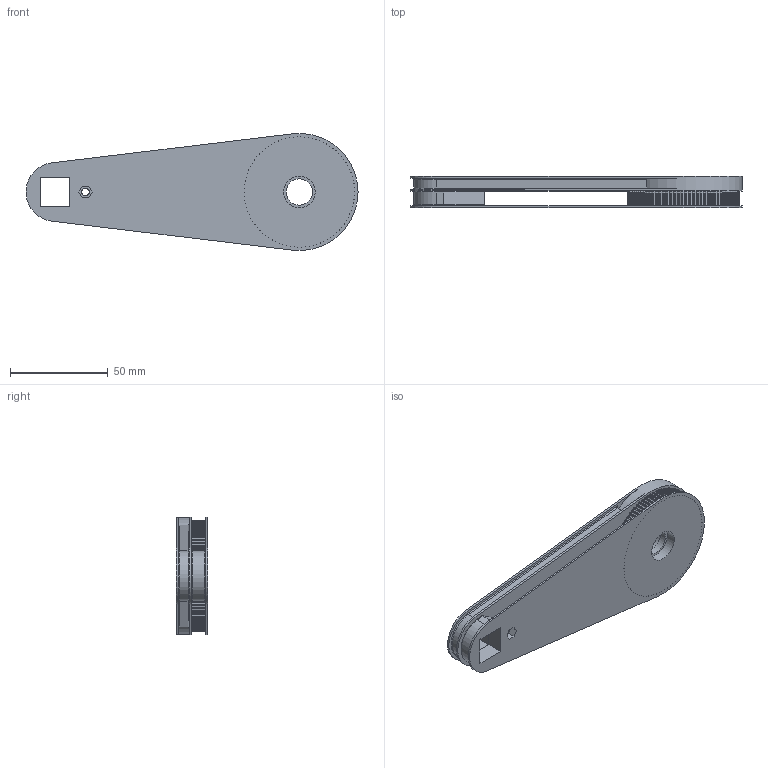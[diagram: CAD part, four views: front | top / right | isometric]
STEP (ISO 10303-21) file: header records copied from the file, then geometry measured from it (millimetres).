
FILE_DESCRIPTION(/* description */ (''),/* implementation_level */ '2;1');
FILE_NAME(/* name */ 'scara_clean_housing v21.step',/* time_stamp */ '2017-10-29T18:53:44+00:00',/* author */ (''),/* organization */ (''),/* preprocessor_version */ 'ST-DEVELOPER v16.13',/* originating_system */ 'Autodesk Translation Framework v6.5.0.72',/* authorisation */ '');
FILE_SCHEMA (('AUTOMOTIVE_DESIGN { 1 0 10303 214 3 1 1 }'));
Length unit declared in the file: millimetre
Products named in the file (2): scara_clean_housing; lower arm
Assembly tree (1 placements, depth 2):
  scara_clean_housing
    lower arm
Bounding box: 169.95 x 16 x 59.93 mm (x, y, z)
Volume: 76103.4 mm3; surface area: 37950.6 mm2
Topology: 2 solids, 2 shells, 787 faces, 2500 edges, 1632 vertices
Faces by surface type: cylinder 566, plane 217, torus 4
Full cylindrical faces by diameter (mm): 4 x2, 13.5 x2, 16.2 x2, 60 x1
Entity records: 28605 total; most frequent: DIRECTION 5296, ORIENTED_EDGE 5000, CARTESIAN_POINT 4966, EDGE_CURVE 2500, AXIS2_PLACEMENT_3D 2010, VERTEX_POINT 1632, LINE 1276, VECTOR 1276
